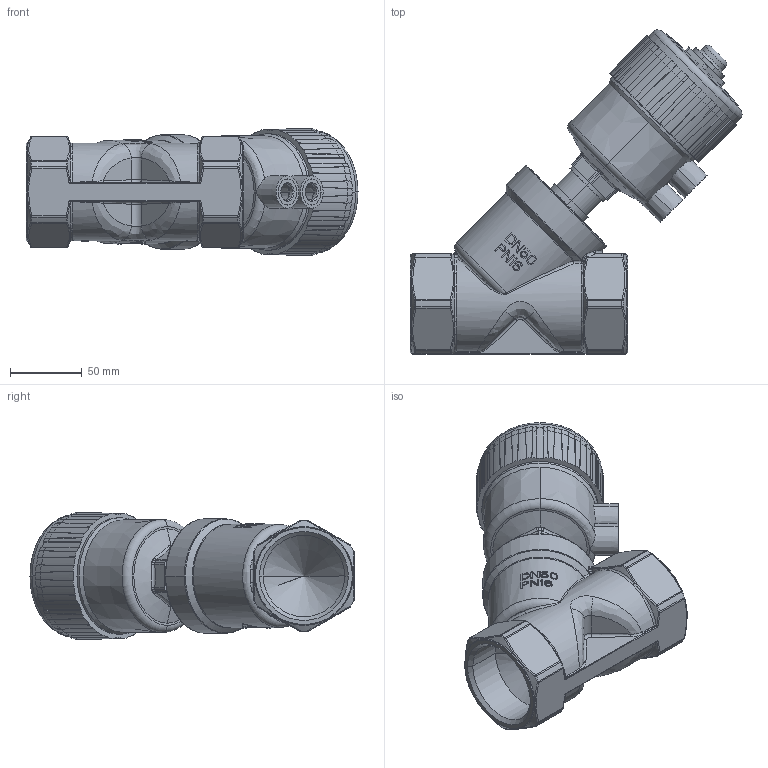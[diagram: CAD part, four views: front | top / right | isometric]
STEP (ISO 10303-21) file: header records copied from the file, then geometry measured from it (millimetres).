
FILE_DESCRIPTION((''),'2;1');
FILE_NAME('21IA9T50GC2_INGOMBRO_ASM','2010-01-07T',('romeri'),('O.D.E.'),'PRO/ENGINEER BY PARAMETRIC TECHNOLOGY CORPORATION, 2005450','PRO/ENGINEER BY PARAMETRIC TECHNOLOGY CORPORATION, 2005450','');
FILE_SCHEMA(('CONFIG_CONTROL_DESIGN'));
Length unit declared in the file: millimetre
Products named in the file (8): 450IA9_INGOMBRO; 500040_INGOMBRO; 500026_INGOMBRO; 500025_INGOMBRO; 500027_INGOMBRO_ASM; 500028_INGOMBRO; 500029_INGOMBRO; 21IA9T50GC2_INGOMBRO_ASM
Assembly tree (8 placements, depth 3):
  21IA9T50GC2_INGOMBRO_ASM
    450IA9_INGOMBRO
    500040_INGOMBRO
    500027_INGOMBRO_ASM
      500026_INGOMBRO
      500025_INGOMBRO  x2
    500028_INGOMBRO
    500029_INGOMBRO
Bounding box: 231.64 x 226.14 x 88.18 mm (x, y, z)
Volume: 1417139 mm3; surface area: 169499.2 mm2
Topology: 7 solids, 9 shells, 1231 faces, 3022 edges, 1855 vertices
Faces by surface type: plane 517, cone 242, cylinder 194, bspline 183, torus 87, sphere 8
Entity records: 52733 total; most frequent: CARTESIAN_POINT 17289, ORIENTED_EDGE 5992, DIRECTION 4866, EDGE_CURVE 2996, AXIS2_PLACEMENT_3D 1943, VERTEX_POINT 1841, EDGE_LOOP 1275, PRESENTATION_STYLE_ASSIGNMENT 1269
